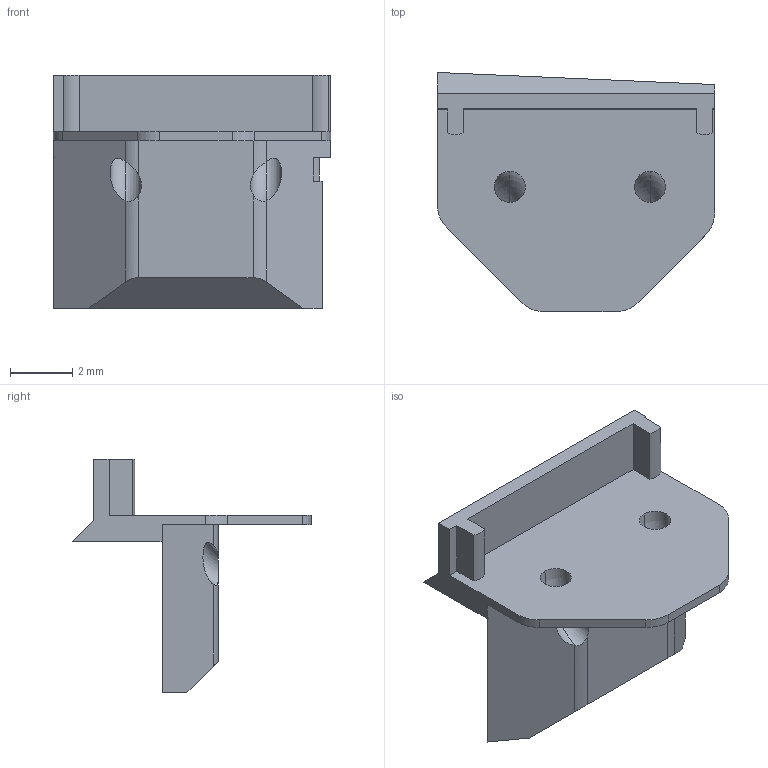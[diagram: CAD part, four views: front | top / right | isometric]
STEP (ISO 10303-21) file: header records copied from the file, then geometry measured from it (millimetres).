
FILE_DESCRIPTION (( 'STEP AP214' ), '1' );
FILE_NAME ('MSBracketAngledUniversalV3.STEP', '2022-09-15T06:05:49', ( '' ), ( '' ), 'SwSTEP 2.0', 'SolidWorks 2021', '' );
FILE_SCHEMA (( 'AUTOMOTIVE_DESIGN' ));
Length unit declared in the file: millimetre
Products named in the file (1): MSBracketAngledUniversalV3
Bounding box: 8.9 x 7.67 x 7.5 mm (x, y, z)
Volume: 86.5 mm3; surface area: 275.6 mm2
Topology: 1 solids, 1 shells, 47 faces, 133 edges, 88 vertices
Faces by surface type: plane 28, cylinder 15, torus 4
Entity records: 1613 total; most frequent: CARTESIAN_POINT 347, ORIENTED_EDGE 266, DIRECTION 247, EDGE_CURVE 133, VERTEX_POINT 88, VECTOR 87, LINE 87, AXIS2_PLACEMENT_3D 80
